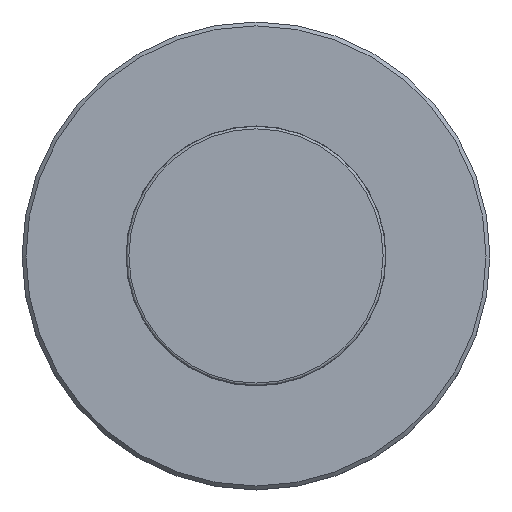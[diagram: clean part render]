
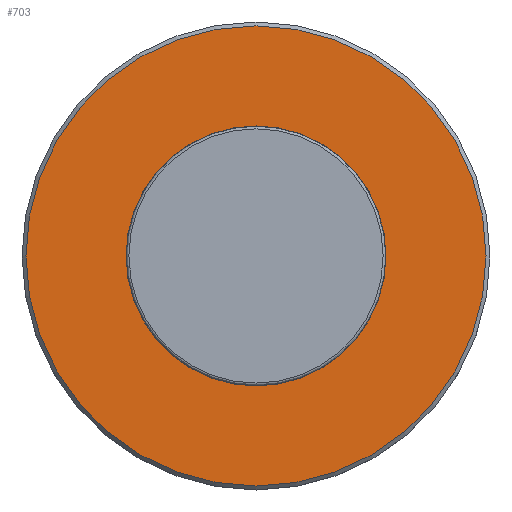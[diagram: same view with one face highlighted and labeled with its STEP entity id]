
A CAD part, top view. The second image highlights one B-rep face of the part: STEP entity #703.
In plain terms, the highlighted planar face has unit normal (0, 0, 1).
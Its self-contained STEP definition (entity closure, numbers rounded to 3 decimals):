
#53=FACE_BOUND('',#148,.T.);
#62=PLANE('',#805);
#103=FACE_OUTER_BOUND('',#147,.T.);
#147=EDGE_LOOP('',(#552));
#148=EDGE_LOOP('',(#553,#554));
#217=CIRCLE('',#804,8.85);
#218=CIRCLE('',#806,5.);
#219=CIRCLE('',#807,5.);
#335=VERTEX_POINT('',#1293);
#336=VERTEX_POINT('',#1297);
#337=VERTEX_POINT('',#1298);
#415=EDGE_CURVE('',#335,#335,#217,.T.);
#417=EDGE_CURVE('',#336,#337,#218,.T.);
#418=EDGE_CURVE('',#337,#336,#219,.T.);
#552=ORIENTED_EDGE('',*,*,#415,.F.);
#553=ORIENTED_EDGE('',*,*,#417,.F.);
#554=ORIENTED_EDGE('',*,*,#418,.F.);
#703=ADVANCED_FACE('',(#103,#53),#62,.T.);
#804=AXIS2_PLACEMENT_3D('',#1294,#1013,#1014);
#805=AXIS2_PLACEMENT_3D('',#1296,#1016,#1017);
#806=AXIS2_PLACEMENT_3D('',#1299,#1018,#1019);
#807=AXIS2_PLACEMENT_3D('',#1300,#1020,#1021);
#1013=DIRECTION('center_axis',(0.,0.,-1.));
#1014=DIRECTION('ref_axis',(-1.,0.,0.));
#1016=DIRECTION('center_axis',(0.,0.,1.));
#1017=DIRECTION('ref_axis',(0.,1.,0.));
#1018=DIRECTION('center_axis',(0.,0.,1.));
#1019=DIRECTION('ref_axis',(1.,0.,0.));
#1020=DIRECTION('center_axis',(0.,0.,1.));
#1021=DIRECTION('ref_axis',(1.,0.,0.));
#1293=CARTESIAN_POINT('',(8.85,0.,15.6));
#1294=CARTESIAN_POINT('Origin',(0.,0.,15.6));
#1296=CARTESIAN_POINT('Origin',(7.,0.,15.6));
#1297=CARTESIAN_POINT('',(5.,0.,15.6));
#1298=CARTESIAN_POINT('',(-5.,0.,15.6));
#1299=CARTESIAN_POINT('Origin',(0.,0.,15.6));
#1300=CARTESIAN_POINT('Origin',(0.,0.,15.6));
